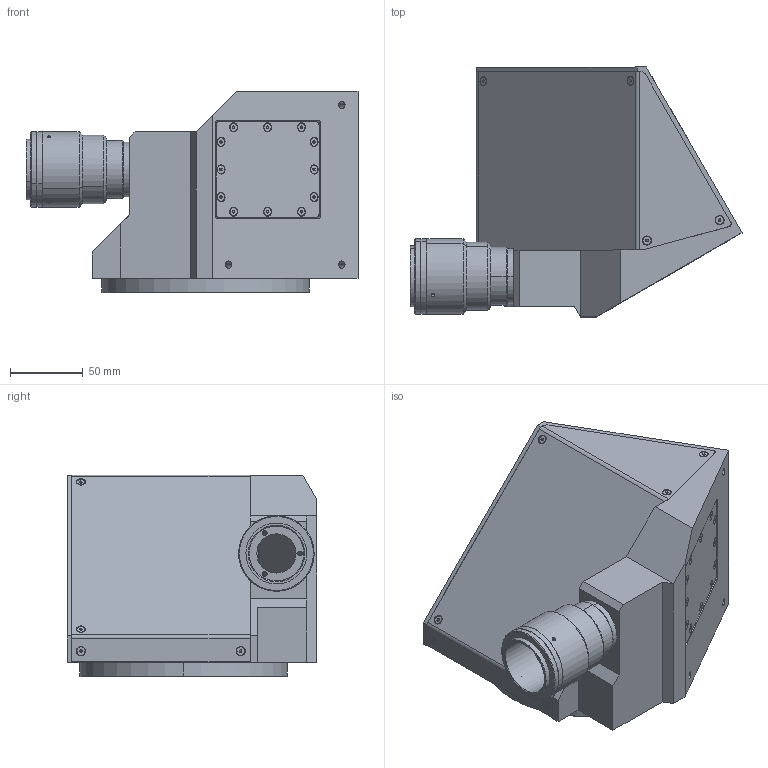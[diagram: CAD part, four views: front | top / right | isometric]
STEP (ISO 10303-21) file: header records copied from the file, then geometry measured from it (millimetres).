
FILE_DESCRIPTION (( 'STEP AP203' ), '1' );
FILE_NAME ('DP24017_TCCR2M096-E.step', '2021-10-20T15:09:41', ( '' ), ( '' ), 'SwSTEP 2.0', 'SolidWorks 2021', '' );
FILE_SCHEMA (( 'CONFIG_CONTROL_DESIGN' ));
Length unit declared in the file: millimetre
Products named in the file (1): DP24017_TCCR2M096-E
Bounding box: 228.6 x 171.92 x 139 mm (x, y, z)
Surface area: 158907.5 mm2 (no closed solid volume)
Topology: 0 solids, 76 shells, 476 faces, 1539 edges, 1076 vertices
Faces by surface type: plane 208, cone 136, cylinder 130, sphere 2
Entity records: 16711 total; most frequent: CARTESIAN_POINT 3277, DIRECTION 2945, ORIENTED_EDGE 2236, EDGE_CURVE 1479, VERTEX_POINT 1076, AXIS2_PLACEMENT_3D 1006, LINE 933, VECTOR 933
